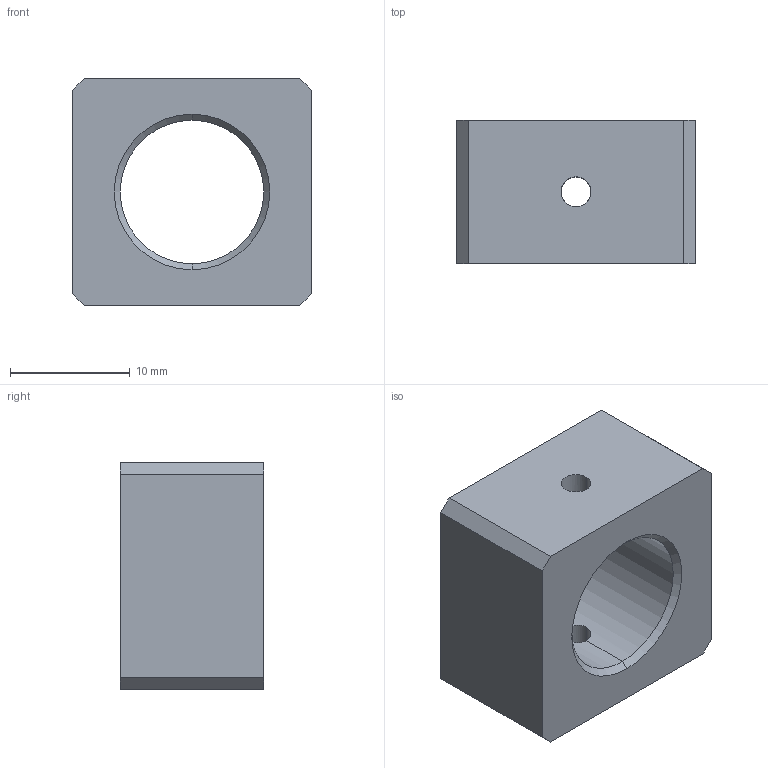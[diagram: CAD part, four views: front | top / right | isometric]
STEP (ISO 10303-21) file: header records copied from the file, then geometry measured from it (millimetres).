
FILE_DESCRIPTION (( 'STEP AP214' ), '1' );
FILE_NAME ('Bearing Mount Alloy.STEP', '2025-01-30T20:37:38', ( '' ), ( '' ), 'SwSTEP 2.0', 'SolidWorks 2022', '' );
FILE_SCHEMA (( 'AUTOMOTIVE_DESIGN' ));
Length unit declared in the file: millimetre
Products named in the file (1): Bearing Mount Alloy
Bounding box: 20 x 12 x 19 mm (x, y, z)
Volume: 3134.5 mm3; surface area: 1905 mm2
Topology: 1 solids, 1 shells, 20 faces, 56 edges, 36 vertices
Faces by surface type: plane 10, cylinder 6, cone 4
Entity records: 746 total; most frequent: CARTESIAN_POINT 189, ORIENTED_EDGE 112, DIRECTION 102, EDGE_CURVE 56, LINE 36, VERTEX_POINT 36, VECTOR 36, AXIS2_PLACEMENT_3D 33
